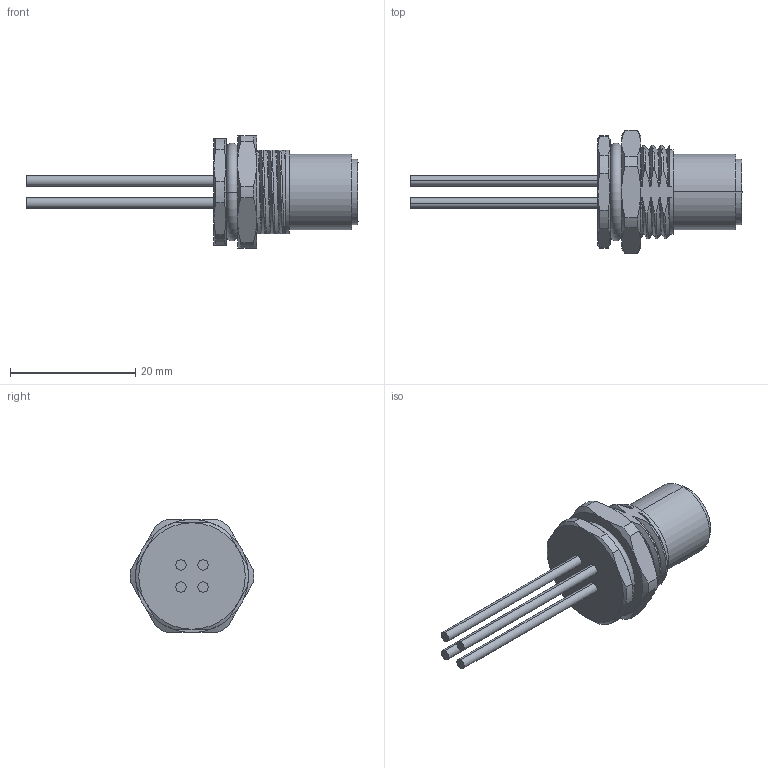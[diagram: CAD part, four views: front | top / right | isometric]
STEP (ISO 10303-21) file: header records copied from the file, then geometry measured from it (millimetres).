
FILE_DESCRIPTION((''),'2;1');
FILE_NAME('237154_SM01_ASM','2024-06-04T09:14:41',('banengservice'),('BANNER ENGINEERING'),'CREO PARAMETRIC BY PTC INC, 2022414','CREO PARAMETRIC BY PTC INC, 2022414','');
FILE_SCHEMA(('CONFIG_CONTROL_DESIGN'));
Length unit declared in the file: millimetre
Products named in the file (2): 237154_EP01; 237154_SM01_ASM
Assembly tree (1 placements, depth 2):
  237154_SM01_ASM
    237154_EP01
Bounding box: 53 x 19.79 x 18 mm (x, y, z)
Volume: 3441.3 mm3; surface area: 3022.7 mm2
Topology: 1 solids, 1 shells, 288 faces, 770 edges, 502 vertices
Faces by surface type: plane 100, cylinder 85, bspline 35, extrusion 33, cone 22, torus 9, sphere 4
Entity records: 12420 total; most frequent: CARTESIAN_POINT 5606, ORIENTED_EDGE 1524, DIRECTION 1184, EDGE_CURVE 762, VERTEX_POINT 502, AXIS2_PLACEMENT_3D 404, VECTOR 376, LINE 343
